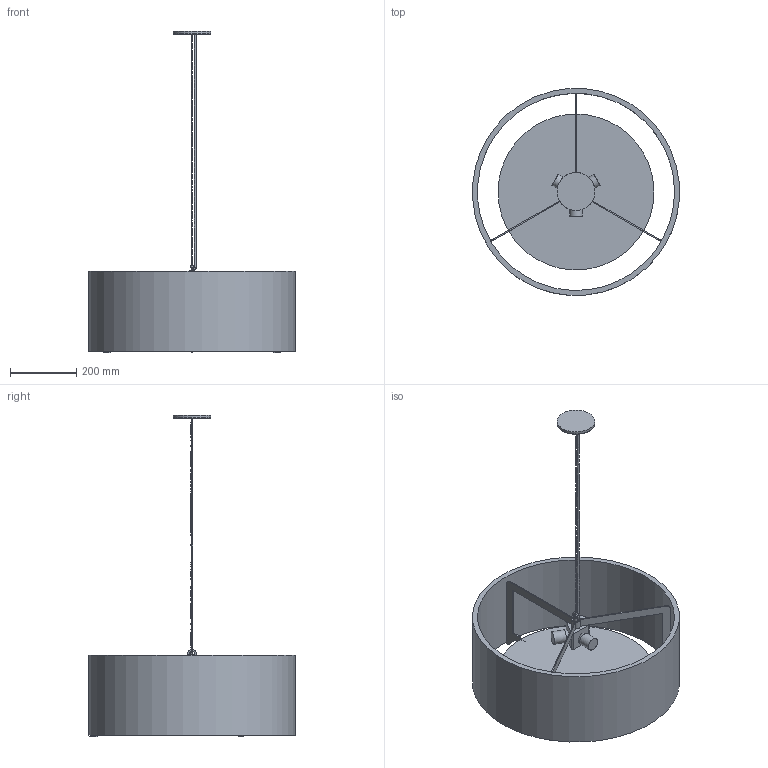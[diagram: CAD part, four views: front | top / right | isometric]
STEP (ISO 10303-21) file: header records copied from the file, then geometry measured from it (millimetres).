
FILE_DESCRIPTION(/* description */ (''),/* implementation_level */ '2;1');
FILE_NAME(/* name */ 'Drum24_3D_mm',/* time_stamp */ '2025-07-07T12:44:11-07:00',/* author */ (''),/* organization */ (''),/* preprocessor_version */ 'ST-DEVELOPER v16.5',/* originating_system */ '',/* authorisation */ '');
FILE_SCHEMA (('AUTOMOTIVE_DESIGN'));
Length unit declared in the file: millimetre
Products named in the file (1): Document
Bounding box: 622.88 x 622.87 x 968.91 mm (x, y, z)
Volume: 7976695 mm3; surface area: 1508363.4 mm2
Topology: 11 solids, 12 shells, 129 faces, 298 edges, 190 vertices
Faces by surface type: bspline 91, plane 38
Entity records: 4690 total; most frequent: CARTESIAN_POINT 2911, ORIENTED_EDGE 595, EDGE_CURVE 298, VERTEX_POINT 190, EDGE_LOOP 133, ADVANCED_FACE 129, FACE_OUTER_BOUND 129, DIRECTION 44
